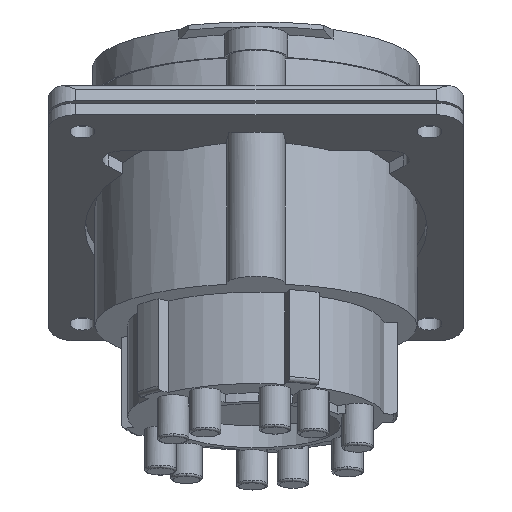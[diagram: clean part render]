
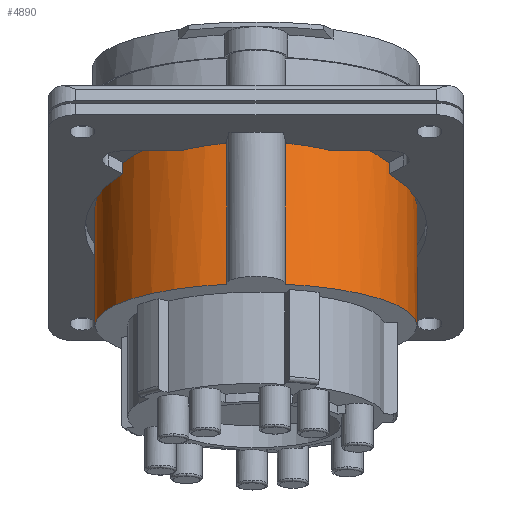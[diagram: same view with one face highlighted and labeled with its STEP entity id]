
A CAD part, top view. The second image highlights one B-rep face of the part: STEP entity #4890.
In plain terms, the highlighted cylindrical face has radius 35.75 mm (diameter 71.5 mm), a partial arc.
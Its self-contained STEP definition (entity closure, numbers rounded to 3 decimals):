
#3770=CARTESIAN_POINT('',(42.288,61.469,
0.));
#3780=DIRECTION('',(-0.259,-0.966,
0.));
#3790=DIRECTION('',(0.,0.,-1.));
#3800=AXIS2_PLACEMENT_3D('',#3770,#3780,#3790);
#3810=CYLINDRICAL_SURFACE('',#3800,35.75);
#3820=CARTESIAN_POINT('',(8.072,69.602,
6.495));
#3830=DIRECTION('',(0.259,0.966,
0.));
#3840=VECTOR('',#3830,1.);
#3850=LINE('',#3820,#3840);
#3860=CARTESIAN_POINT('',(8.461,71.051,
6.495));
#3870=VERTEX_POINT('',#3860);
#3880=CARTESIAN_POINT('',(17.771,105.798,
6.495));
#3890=VERTEX_POINT('',#3880);
#3900=EDGE_CURVE('',#3870,#3890,#3850,.T.);
#3910=ORIENTED_EDGE('',*,*,#3900,.F.);
#3920=CARTESIAN_POINT('',(49.29,87.6,
0.));
#3930=DIRECTION('',(-0.5,-0.866,0.));
#3940=DIRECTION('',(0.866,-0.5,0.));
#3950=AXIS2_PLACEMENT_3D('',#3920,#3930,#3940);
#3960=ELLIPSE('',#3950,37.011,35.75);
#3970=CARTESIAN_POINT('',(17.771,105.798,
-6.495));
#3980=VERTEX_POINT('',#3970);
#3990=EDGE_CURVE('',#3980,#3890,#3960,.T.);
#4000=ORIENTED_EDGE('',*,*,#3990,.T.);
#4010=CARTESIAN_POINT('',(8.072,69.602,
-6.495));
#4020=DIRECTION('',(0.259,0.966,
0.));
#4030=VECTOR('',#4020,1.);
#4040=LINE('',#4010,#4030);
#4050=CARTESIAN_POINT('',(8.461,71.051,
-6.495));
#4060=VERTEX_POINT('',#4050);
#4070=EDGE_CURVE('',#4060,#3980,#4040,.T.);
#4080=ORIENTED_EDGE('',*,*,#4070,.T.);
#4090=CARTESIAN_POINT('',(42.418,61.952,
0.));
#4100=DIRECTION('',(-0.259,-0.966,
0.));
#4110=DIRECTION('',(0.,0.,-1.));
#4120=AXIS2_PLACEMENT_3D('',#4090,#4100,#4110);
#4130=CIRCLE('',#4120,35.75);
#4140=EDGE_CURVE('',#4060,#3870,#4130,.T.);
#4150=ORIENTED_EDGE('',*,*,#4140,.F.);
#4160=EDGE_LOOP('',(#4150,#4080,#4000,#3910));
#4170=FACE_OUTER_BOUND('',#4160,.T.);
#4180=CARTESIAN_POINT('',(48.646,86.24,
0.));
#4190=DIRECTION('',(-0.5,-0.866,0.));
#4200=DIRECTION('',(0.,0.,-1.));
#4210=AXIS2_PLACEMENT_3D('',#4180,#4190,#4200);
#4220=CYLINDRICAL_SURFACE('',#4210,38.);
#4230=CARTESIAN_POINT('',(79.252,65.105,
8.34));
#4240=CARTESIAN_POINT('',(79.334,65.093,
7.999));
#4250=CARTESIAN_POINT('',(79.41,65.081,
7.657));
#4260=CARTESIAN_POINT('',(79.481,65.07,
7.314));
#4270=CARTESIAN_POINT('',(79.553,65.058,
6.971));
#4280=CARTESIAN_POINT('',(79.619,65.048,
6.626));
#4290=CARTESIAN_POINT('',(79.68,65.038,
6.281));
#4300=CARTESIAN_POINT('',(79.741,65.028,
5.935));
#4310=CARTESIAN_POINT('',(79.797,65.019,
5.589));
#4320=CARTESIAN_POINT('',(79.848,65.011,
5.242));
#4330=CARTESIAN_POINT('',(79.899,65.003,
4.895));
#4340=CARTESIAN_POINT('',(79.945,64.995,
4.547));
#4350=CARTESIAN_POINT('',(79.986,64.989,
4.199));
#4360=CARTESIAN_POINT('',(80.027,64.982,
3.851));
#4370=CARTESIAN_POINT('',(80.063,64.976,
3.502));
#4380=CARTESIAN_POINT('',(80.094,64.971,
3.152));
#4390=CARTESIAN_POINT('',(80.124,64.966,
2.803));
#4400=CARTESIAN_POINT('',(80.15,64.962,
2.453));
#4410=CARTESIAN_POINT('',(80.17,64.958,
2.103));
#4420=CARTESIAN_POINT('',(80.191,64.955,
1.753));
#4430=CARTESIAN_POINT('',(80.206,64.952,
1.403));
#4440=CARTESIAN_POINT('',(80.216,64.951,
1.052));
#4450=CARTESIAN_POINT('',(80.226,64.949,
0.701));
#4460=CARTESIAN_POINT('',(80.232,64.948,
0.351));
#4470=CARTESIAN_POINT('',(80.232,64.948,
0.));
#4480=CARTESIAN_POINT('',(80.232,64.948,
-0.351));
#4490=CARTESIAN_POINT('',(80.226,64.949,
-0.701));
#4500=CARTESIAN_POINT('',(80.216,64.951,
-1.052));
#4510=CARTESIAN_POINT('',(80.206,64.952,
-1.403));
#4520=CARTESIAN_POINT('',(80.191,64.955,
-1.753));
#4530=CARTESIAN_POINT('',(80.17,64.958,
-2.103));
#4540=CARTESIAN_POINT('',(80.15,64.962,
-2.453));
#4550=CARTESIAN_POINT('',(80.124,64.966,
-2.803));
#4560=CARTESIAN_POINT('',(80.094,64.971,
-3.152));
#4570=CARTESIAN_POINT('',(80.063,64.976,
-3.502));
#4580=CARTESIAN_POINT('',(80.027,64.982,
-3.851));
#4590=CARTESIAN_POINT('',(79.986,64.989,
-4.199));
#4600=CARTESIAN_POINT('',(79.945,64.995,
-4.547));
#4610=CARTESIAN_POINT('',(79.899,65.003,
-4.895));
#4620=CARTESIAN_POINT('',(79.848,65.011,
-5.242));
#4630=CARTESIAN_POINT('',(79.797,65.019,
-5.589));
#4640=CARTESIAN_POINT('',(79.741,65.028,
-5.935));
#4650=CARTESIAN_POINT('',(79.68,65.038,
-6.281));
#4660=CARTESIAN_POINT('',(79.619,65.048,
-6.626));
#4670=CARTESIAN_POINT('',(79.553,65.058,
-6.971));
#4680=CARTESIAN_POINT('',(79.481,65.07,
-7.314));
#4690=CARTESIAN_POINT('',(79.41,65.081,
-7.657));
#4700=CARTESIAN_POINT('',(79.334,65.093,
-7.999));
#4710=CARTESIAN_POINT('',(79.252,65.105,
-8.34));
#4720=B_SPLINE_CURVE_WITH_KNOTS('',3,(#4230,#4240,#4250,#4260,#4270,
#4280,#4290,#4300,#4310,#4320,#4330,#4340,#4350,#4360,#4370,#4380,#4390,
#4400,#4410,#4420,#4430,#4440,#4450,#4460,#4470,#4480,#4490,#4500,#4510,
#4520,#4530,#4540,#4550,#4560,#4570,#4580,#4590,#4600,#4610,#4620,#4630,
#4640,#4650,#4660,#4670,#4680,#4690,#4700,#4710),.UNSPECIFIED.,.F.,.F.,(
4,3,3,3,3,3,3,3,3,3,3,3,3,3,3,3,4),(0.,1.053,2.105
,3.158,4.21,5.262,6.315,
7.367,8.419,9.471,10.523,
11.575,12.628,13.68,14.733,
15.785,16.838),.UNSPECIFIED.);
#4730=SURFACE_CURVE('',#4720,(#3810,#4220),.CURVE_3D.);
#4740=CARTESIAN_POINT('',(79.252,65.105,
8.34));
#4750=VERTEX_POINT('',#4740);
#4760=CARTESIAN_POINT('',(79.252,65.105,
-8.34));
#4770=VERTEX_POINT('',#4760);
#4780=EDGE_CURVE('',#4750,#4770,#4730,.T.);
#4790=ORIENTED_EDGE('',*,*,#4780,.T.);
#4800=CARTESIAN_POINT('',(48.084,83.1,
0.));
#4810=DIRECTION('',(-0.5,-0.866,0.));
#4820=DIRECTION('',(0.866,-0.5,0.));
#4830=AXIS2_PLACEMENT_3D('',#4800,#4810,#4820);
#4840=ELLIPSE('',#4830,37.011,35.75);
#4850=EDGE_CURVE('',#4770,#4750,#4840,.T.);
#4860=ORIENTED_EDGE('',*,*,#4850,.T.);
#4870=EDGE_LOOP('',(#4860,#4790));
#4880=FACE_BOUND('',#4870,.T.);
#4890=ADVANCED_FACE('',(#4170,#4880),#3810,.T.);
